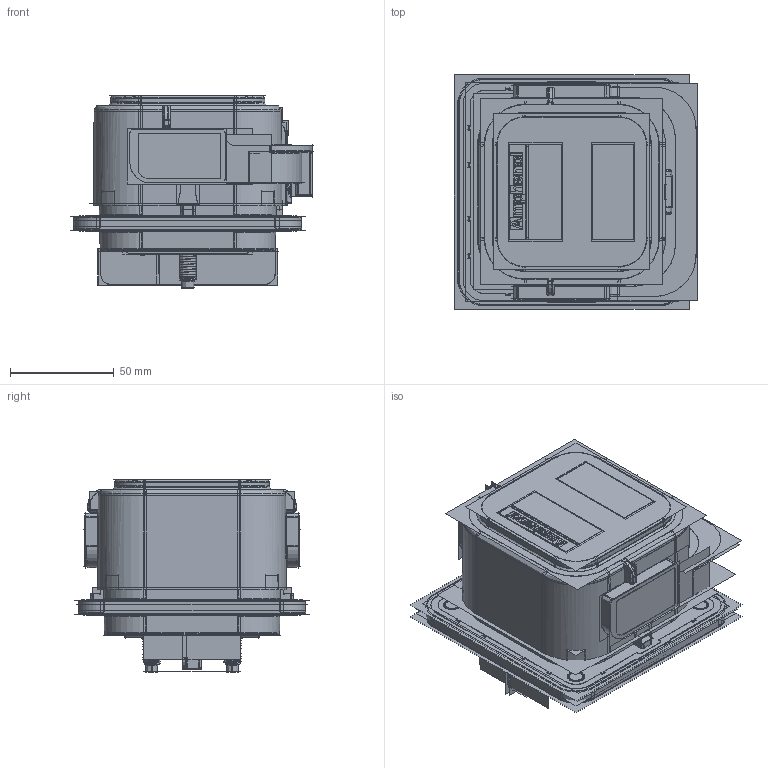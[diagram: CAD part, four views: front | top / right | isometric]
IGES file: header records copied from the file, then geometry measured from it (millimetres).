
Start section:  PTC IGES file: msd_front-mounting.igs
Global section: file name: msd_front-mounting.igs; native system: Creo Parametric by Parametric Technology Corporation; preprocessor: 2012230; author: Jeffrey.shuai; organization: Unknown; date: 20130325.172117; units: millimetre
Bounding box: 117.42 x 113.36 x 92.72 mm (x, y, z)
Surface area: 3817578.5 mm2 (no closed solid volume)
Topology: 0 solids, 0 shells, 3060 faces, 52354 edges, 67932 vertices
Faces by surface type: bspline 1720, revolution 1194, extrusion 146
